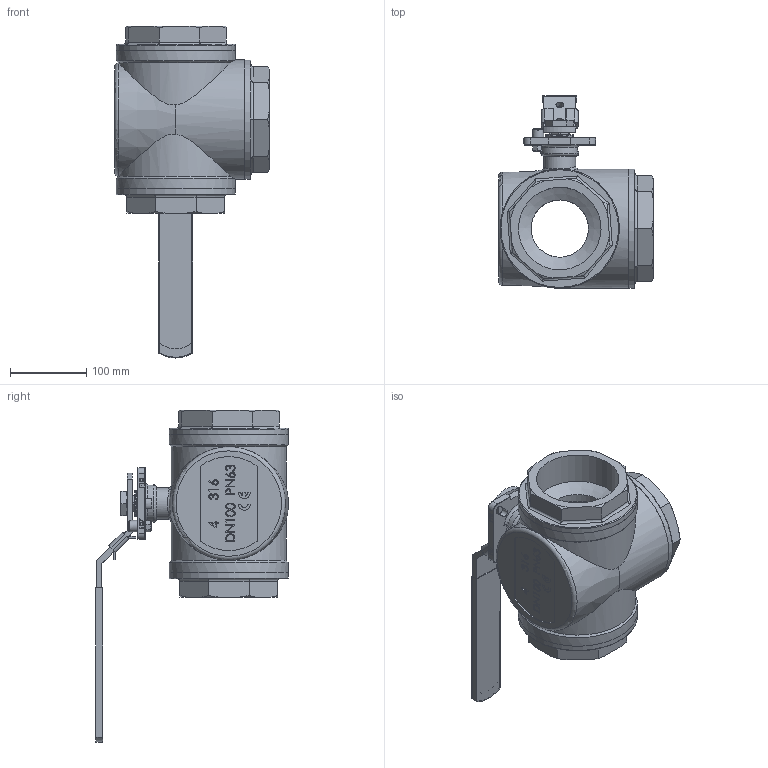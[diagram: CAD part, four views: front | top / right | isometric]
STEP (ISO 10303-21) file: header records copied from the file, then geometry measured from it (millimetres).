
FILE_DESCRIPTION(/* description */ ('Unknown'),/* implementation_level */ '2;1');
FILE_NAME(/* name */ '9338-12',/* time_stamp */ '2022-02-16T08:53:33+01:00',/* author */ ('Unknown'),/* organization */ ('Unknown'),/* preprocessor_version */ 'ST-DEVELOPER v16.7',/* originating_system */ 'Solid Edge',/* authorisation */ 'Unknown');
FILE_SCHEMA (('AUTOMOTIVE_DESIGN {1 0 10303 214 3 1 1}'));
Length unit declared in the file: millimetre
Products named in the file (12): 9338-12; S-DN100; G(J)-DN100; Hexagon nuts grade C GB_GB_FASTENER_NUT_SNC1 M8-N; M-DN100; T(J)-DN100; FG-DN100; LM-DN100; DW-DN100; KZ-DN100; ST-DN100; FS-DN100
Assembly tree (16 placements, depth 2):
  9338-12
    S-DN100
    G(J)-DN100  x3
    Hexagon nuts grade C GB_GB_FASTENER_NUT_SNC1 M8-N
    M-DN100  x3
    T(J)-DN100
    FG-DN100
    LM-DN100  x2
    DW-DN100
    KZ-DN100
    ST-DN100
    FS-DN100
Bounding box: 202.5 x 252.38 x 434.6 mm (x, y, z)
Volume: 2284928.7 mm3; surface area: 564944 mm2
Topology: 16 solids, 16 shells, 771 faces, 1961 edges, 1284 vertices
Faces by surface type: plane 423, cylinder 144, bspline 115, cone 77, torus 12
Full cylindrical faces by diameter (mm): 6.647 x1, 8 x1, 10 x2, 12 x1, 15 x1, 18.3 x1, 20.8 x2, 22 x2, 22.1 x1, 28 x2, 29 x1, 40 x1, 41.5 x1, 44 x1, 49.5 x1, 75 x4, 95 x4, 104 x3, 108 x3, 137 x2, 141 x3, 141.5 x3, 141.8 x3, 148.8 x3, 149 x3, 156 x6
Entity records: 30075 total; most frequent: CARTESIAN_POINT 14544, ORIENTED_EDGE 3282, DIRECTION 2719, EDGE_CURVE 1641, VERTEX_POINT 1112, LINE 1027, VECTOR 1027, AXIS2_PLACEMENT_3D 846
